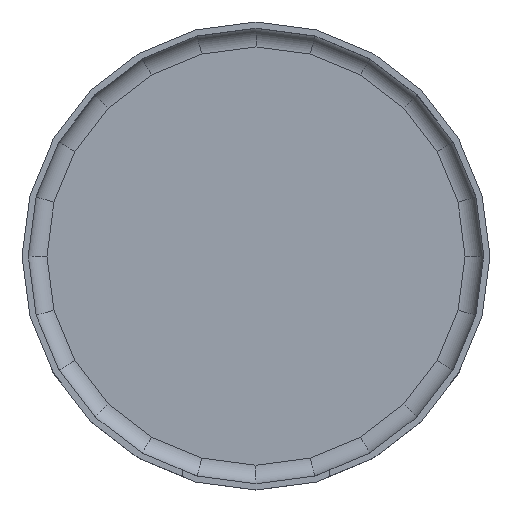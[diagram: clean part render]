
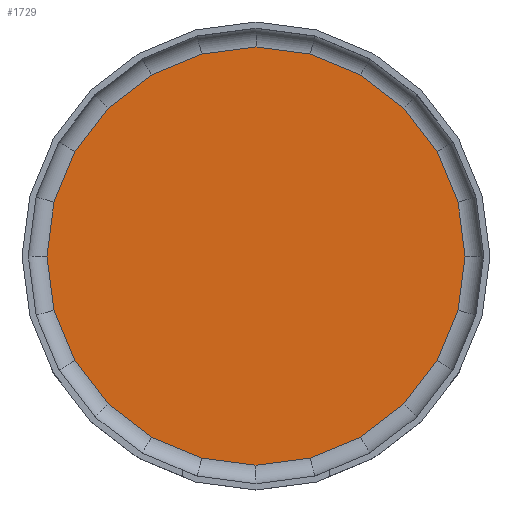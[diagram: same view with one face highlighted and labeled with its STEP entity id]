
A CAD part, top view. The second image highlights one B-rep face of the part: STEP entity #1729.
In plain terms, the highlighted planar face has unit normal (0, 0, 1).
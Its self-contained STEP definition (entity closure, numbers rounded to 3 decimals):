
#155=FACE_OUTER_BOUND('',#257,.T.);
#257=EDGE_LOOP('',(#1357,#1358,#1359,#1360,#1361,#1362,#1363,#1364,#1365,
#1366,#1367,#1368,#1369,#1370,#1371,#1372,#1373,#1374,#1375,#1376,#1377,
#1378,#1379,#1380));
#387=LINE('',#2605,#591);
#390=LINE('',#2618,#594);
#391=LINE('',#2622,#595);
#393=LINE('',#2628,#597);
#395=LINE('',#2634,#599);
#397=LINE('',#2640,#601);
#399=LINE('',#2646,#603);
#401=LINE('',#2652,#605);
#403=LINE('',#2658,#607);
#405=LINE('',#2664,#609);
#407=LINE('',#2670,#611);
#409=LINE('',#2676,#613);
#411=LINE('',#2682,#615);
#413=LINE('',#2688,#617);
#415=LINE('',#2694,#619);
#417=LINE('',#2700,#621);
#419=LINE('',#2706,#623);
#421=LINE('',#2712,#625);
#423=LINE('',#2718,#627);
#425=LINE('',#2724,#629);
#427=LINE('',#2730,#631);
#429=LINE('',#2733,#633);
#431=LINE('',#2739,#635);
#433=LINE('',#2742,#637);
#591=VECTOR('',#2045,10.);
#594=VECTOR('',#2056,10.);
#595=VECTOR('',#2061,10.);
#597=VECTOR('',#2067,10.);
#599=VECTOR('',#2073,10.);
#601=VECTOR('',#2079,10.);
#603=VECTOR('',#2085,10.);
#605=VECTOR('',#2091,10.);
#607=VECTOR('',#2097,10.);
#609=VECTOR('',#2103,10.);
#611=VECTOR('',#2109,10.);
#613=VECTOR('',#2115,10.);
#615=VECTOR('',#2123,10.);
#617=VECTOR('',#2129,10.);
#619=VECTOR('',#2135,10.);
#621=VECTOR('',#2141,10.);
#623=VECTOR('',#2147,10.);
#625=VECTOR('',#2153,10.);
#627=VECTOR('',#2159,10.);
#629=VECTOR('',#2165,10.);
#631=VECTOR('',#2171,10.);
#633=VECTOR('',#2175,10.);
#635=VECTOR('',#2181,10.);
#637=VECTOR('',#2185,10.);
#786=VERTEX_POINT('',#2603);
#787=VERTEX_POINT('',#2604);
#792=VERTEX_POINT('',#2615);
#793=VERTEX_POINT('',#2617);
#794=VERTEX_POINT('',#2621);
#796=VERTEX_POINT('',#2627);
#798=VERTEX_POINT('',#2633);
#800=VERTEX_POINT('',#2639);
#802=VERTEX_POINT('',#2645);
#804=VERTEX_POINT('',#2651);
#806=VERTEX_POINT('',#2657);
#808=VERTEX_POINT('',#2663);
#810=VERTEX_POINT('',#2669);
#812=VERTEX_POINT('',#2675);
#813=VERTEX_POINT('',#2680);
#815=VERTEX_POINT('',#2686);
#817=VERTEX_POINT('',#2692);
#819=VERTEX_POINT('',#2698);
#821=VERTEX_POINT('',#2704);
#823=VERTEX_POINT('',#2710);
#825=VERTEX_POINT('',#2716);
#827=VERTEX_POINT('',#2722);
#829=VERTEX_POINT('',#2728);
#831=VERTEX_POINT('',#2737);
#947=EDGE_CURVE('',#786,#787,#387,.T.);
#953=EDGE_CURVE('',#793,#792,#390,.T.);
#955=EDGE_CURVE('',#787,#794,#391,.T.);
#958=EDGE_CURVE('',#794,#796,#393,.T.);
#961=EDGE_CURVE('',#796,#798,#395,.T.);
#964=EDGE_CURVE('',#798,#800,#397,.T.);
#967=EDGE_CURVE('',#800,#802,#399,.T.);
#970=EDGE_CURVE('',#802,#804,#401,.T.);
#973=EDGE_CURVE('',#804,#806,#403,.T.);
#976=EDGE_CURVE('',#806,#808,#405,.T.);
#979=EDGE_CURVE('',#808,#810,#407,.T.);
#982=EDGE_CURVE('',#810,#812,#409,.T.);
#986=EDGE_CURVE('',#812,#813,#411,.T.);
#989=EDGE_CURVE('',#813,#815,#413,.T.);
#992=EDGE_CURVE('',#815,#817,#415,.T.);
#995=EDGE_CURVE('',#817,#819,#417,.T.);
#998=EDGE_CURVE('',#819,#821,#419,.T.);
#1001=EDGE_CURVE('',#821,#823,#421,.T.);
#1004=EDGE_CURVE('',#823,#825,#423,.T.);
#1007=EDGE_CURVE('',#825,#827,#425,.T.);
#1010=EDGE_CURVE('',#827,#829,#427,.T.);
#1012=EDGE_CURVE('',#829,#793,#429,.T.);
#1015=EDGE_CURVE('',#792,#831,#431,.T.);
#1017=EDGE_CURVE('',#831,#786,#433,.T.);
#1357=ORIENTED_EDGE('',*,*,#953,.T.);
#1358=ORIENTED_EDGE('',*,*,#1015,.T.);
#1359=ORIENTED_EDGE('',*,*,#1017,.T.);
#1360=ORIENTED_EDGE('',*,*,#947,.T.);
#1361=ORIENTED_EDGE('',*,*,#955,.T.);
#1362=ORIENTED_EDGE('',*,*,#958,.T.);
#1363=ORIENTED_EDGE('',*,*,#961,.T.);
#1364=ORIENTED_EDGE('',*,*,#964,.T.);
#1365=ORIENTED_EDGE('',*,*,#967,.T.);
#1366=ORIENTED_EDGE('',*,*,#970,.T.);
#1367=ORIENTED_EDGE('',*,*,#973,.T.);
#1368=ORIENTED_EDGE('',*,*,#976,.T.);
#1369=ORIENTED_EDGE('',*,*,#979,.T.);
#1370=ORIENTED_EDGE('',*,*,#982,.T.);
#1371=ORIENTED_EDGE('',*,*,#986,.T.);
#1372=ORIENTED_EDGE('',*,*,#989,.T.);
#1373=ORIENTED_EDGE('',*,*,#992,.T.);
#1374=ORIENTED_EDGE('',*,*,#995,.T.);
#1375=ORIENTED_EDGE('',*,*,#998,.T.);
#1376=ORIENTED_EDGE('',*,*,#1001,.T.);
#1377=ORIENTED_EDGE('',*,*,#1004,.T.);
#1378=ORIENTED_EDGE('',*,*,#1007,.T.);
#1379=ORIENTED_EDGE('',*,*,#1010,.T.);
#1380=ORIENTED_EDGE('',*,*,#1012,.T.);
#1651=PLANE('',#1869);
#1729=ADVANCED_FACE('',(#155),#1651,.T.);
#1869=AXIS2_PLACEMENT_3D('',#2765,#2219,#2220);
#2045=DIRECTION('',(-0.793,-0.609,0.));
#2056=DIRECTION('',(-0.991,0.131,0.));
#2061=DIRECTION('',(-0.609,-0.793,0.));
#2067=DIRECTION('',(-0.383,-0.924,0.));
#2073=DIRECTION('',(-0.131,-0.991,0.));
#2079=DIRECTION('',(0.131,-0.991,0.));
#2085=DIRECTION('',(0.383,-0.924,0.));
#2091=DIRECTION('',(0.609,-0.793,0.));
#2097=DIRECTION('',(0.793,-0.609,0.));
#2103=DIRECTION('',(0.924,-0.383,0.));
#2109=DIRECTION('',(0.991,-0.131,0.));
#2115=DIRECTION('',(0.991,0.131,0.));
#2123=DIRECTION('',(0.924,0.383,0.));
#2129=DIRECTION('',(0.793,0.609,0.));
#2135=DIRECTION('',(0.609,0.793,0.));
#2141=DIRECTION('',(0.383,0.924,0.));
#2147=DIRECTION('',(0.131,0.991,0.));
#2153=DIRECTION('',(-0.131,0.991,0.));
#2159=DIRECTION('',(-0.383,0.924,0.));
#2165=DIRECTION('',(-0.609,0.793,0.));
#2171=DIRECTION('',(-0.793,0.609,0.));
#2175=DIRECTION('',(-0.924,0.383,0.));
#2181=DIRECTION('',(-0.991,-0.131,0.));
#2185=DIRECTION('',(-0.924,-0.383,0.));
#2219=DIRECTION('center_axis',(0.,0.,1.));
#2220=DIRECTION('ref_axis',(1.,0.,0.));
#2603=CARTESIAN_POINT('',(-8.491,14.707,0.5));
#2604=CARTESIAN_POINT('',(-12.009,12.009,0.5));
#2605=CARTESIAN_POINT('',(-9.266,14.113,0.5));
#2615=CARTESIAN_POINT('',(0.,16.983,0.5));
#2617=CARTESIAN_POINT('',(4.395,16.404,0.5));
#2618=CARTESIAN_POINT('',(3.427,16.532,0.5));
#2621=CARTESIAN_POINT('',(-14.707,8.491,0.5));
#2622=CARTESIAN_POINT('',(-12.603,11.234,0.5));
#2627=CARTESIAN_POINT('',(-16.404,4.395,0.5));
#2628=CARTESIAN_POINT('',(-15.081,7.589,0.5));
#2633=CARTESIAN_POINT('',(-16.983,0.,0.5));
#2634=CARTESIAN_POINT('',(-16.532,3.427,0.5));
#2639=CARTESIAN_POINT('',(-16.404,-4.395,0.5));
#2640=CARTESIAN_POINT('',(-16.855,-0.968,0.5));
#2645=CARTESIAN_POINT('',(-14.707,-8.491,0.5));
#2646=CARTESIAN_POINT('',(-16.03,-5.298,0.5));
#2651=CARTESIAN_POINT('',(-12.009,-12.009,0.5));
#2652=CARTESIAN_POINT('',(-14.113,-9.266,0.5));
#2657=CARTESIAN_POINT('',(-8.491,-14.707,0.5));
#2658=CARTESIAN_POINT('',(-11.234,-12.603,0.5));
#2663=CARTESIAN_POINT('',(-4.395,-16.404,0.5));
#2664=CARTESIAN_POINT('',(-7.589,-15.081,0.5));
#2669=CARTESIAN_POINT('',(0.,-16.983,0.5));
#2670=CARTESIAN_POINT('',(-3.427,-16.532,0.5));
#2675=CARTESIAN_POINT('',(4.395,-16.404,0.5));
#2676=CARTESIAN_POINT('',(0.968,-16.855,0.5));
#2680=CARTESIAN_POINT('',(8.491,-14.707,0.5));
#2682=CARTESIAN_POINT('',(5.298,-16.03,0.5));
#2686=CARTESIAN_POINT('',(12.009,-12.009,0.5));
#2688=CARTESIAN_POINT('',(9.266,-14.113,0.5));
#2692=CARTESIAN_POINT('',(14.707,-8.491,0.5));
#2694=CARTESIAN_POINT('',(12.603,-11.234,0.5));
#2698=CARTESIAN_POINT('',(16.404,-4.395,0.5));
#2700=CARTESIAN_POINT('',(15.081,-7.589,0.5));
#2704=CARTESIAN_POINT('',(16.983,0.,0.5));
#2706=CARTESIAN_POINT('',(16.532,-3.427,0.5));
#2710=CARTESIAN_POINT('',(16.404,4.395,0.5));
#2712=CARTESIAN_POINT('',(16.855,0.968,0.5));
#2716=CARTESIAN_POINT('',(14.707,8.491,0.5));
#2718=CARTESIAN_POINT('',(16.03,5.298,0.5));
#2722=CARTESIAN_POINT('',(12.009,12.009,0.5));
#2724=CARTESIAN_POINT('',(14.113,9.266,0.5));
#2728=CARTESIAN_POINT('',(8.491,14.707,0.5));
#2730=CARTESIAN_POINT('',(11.234,12.603,0.5));
#2733=CARTESIAN_POINT('',(7.589,15.081,0.5));
#2737=CARTESIAN_POINT('',(-4.395,16.404,0.5));
#2739=CARTESIAN_POINT('',(-0.968,16.855,0.5));
#2742=CARTESIAN_POINT('',(-5.298,16.03,0.5));
#2765=CARTESIAN_POINT('Origin',(0.,0.,
0.5));
